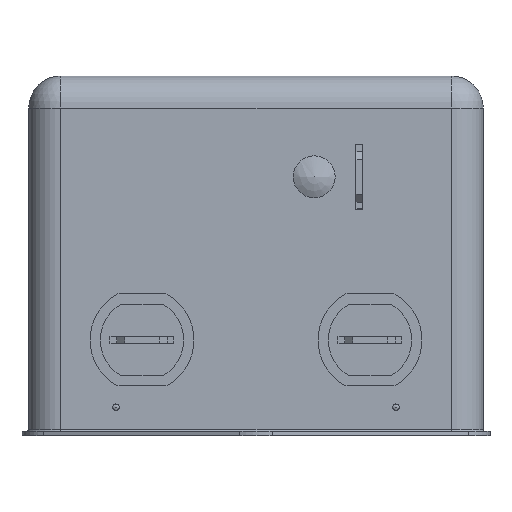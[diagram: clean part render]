
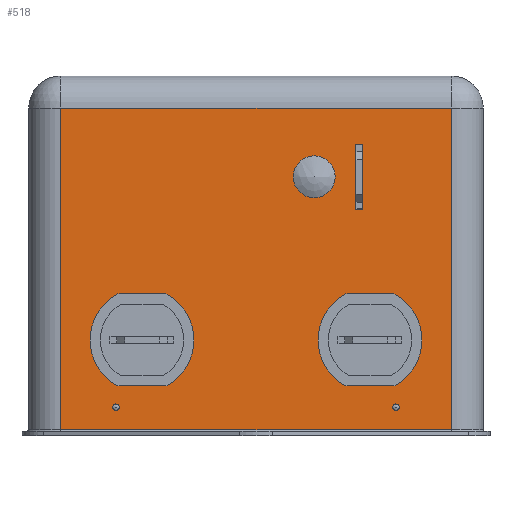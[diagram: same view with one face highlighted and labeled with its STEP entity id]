
A CAD part, left-side view. The second image highlights one B-rep face of the part: STEP entity #518.
In plain terms, the highlighted planar face has unit normal (-1, 0, 0).
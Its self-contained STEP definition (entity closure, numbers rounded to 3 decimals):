
#518 = ADVANCED_FACE( '', ( #1204, #1205, #1206, #1207, #1208, #1209, #1210 ), #1211, .F. );
#1204 = FACE_BOUND( '', #2154, .T. );
#1205 = FACE_BOUND( '', #2155, .T. );
#1206 = FACE_OUTER_BOUND( '', #2156, .T. );
#1207 = FACE_BOUND( '', #2157, .T. );
#1208 = FACE_BOUND( '', #2158, .T. );
#1209 = FACE_BOUND( '', #2159, .T. );
#1210 = FACE_BOUND( '', #2160, .T. );
#1211 = PLANE( '', #2161 );
#2154 = EDGE_LOOP( '', ( #3627 ) );
#2155 = EDGE_LOOP( '', ( #3628 ) );
#2156 = EDGE_LOOP( '', ( #3629, #3630, #3631, #3632 ) );
#2157 = EDGE_LOOP( '', ( #3633, #3634, #3635, #3636 ) );
#2158 = EDGE_LOOP( '', ( #3637 ) );
#2159 = EDGE_LOOP( '', ( #3638, #3639, #3640, #3641 ) );
#2160 = EDGE_LOOP( '', ( #3642, #3643, #3644, #3645 ) );
#2161 = AXIS2_PLACEMENT_3D( '', #3646, #3647, #3648 );
#3627 = ORIENTED_EDGE( '', *, *, #6021, .F. );
#3628 = ORIENTED_EDGE( '', *, *, #6022, .T. );
#3629 = ORIENTED_EDGE( '', *, *, #6023, .T. );
#3630 = ORIENTED_EDGE( '', *, *, #6024, .T. );
#3631 = ORIENTED_EDGE( '', *, *, #6025, .F. );
#3632 = ORIENTED_EDGE( '', *, *, #6026, .T. );
#3633 = ORIENTED_EDGE( '', *, *, #5677, .F. );
#3634 = ORIENTED_EDGE( '', *, *, #5732, .F. );
#3635 = ORIENTED_EDGE( '', *, *, #6027, .F. );
#3636 = ORIENTED_EDGE( '', *, *, #5835, .F. );
#3637 = ORIENTED_EDGE( '', *, *, #6028, .T. );
#3638 = ORIENTED_EDGE( '', *, *, #6029, .T. );
#3639 = ORIENTED_EDGE( '', *, *, #6006, .T. );
#3640 = ORIENTED_EDGE( '', *, *, #6030, .T. );
#3641 = ORIENTED_EDGE( '', *, *, #6031, .T. );
#3642 = ORIENTED_EDGE( '', *, *, #6032, .F. );
#3643 = ORIENTED_EDGE( '', *, *, #6033, .F. );
#3644 = ORIENTED_EDGE( '', *, *, #5971, .F. );
#3645 = ORIENTED_EDGE( '', *, *, #5826, .F. );
#3646 = CARTESIAN_POINT( '', ( -46.1, 24.4, 22.2 ) );
#3647 = DIRECTION( '', ( 1., 0., 0. ) );
#3648 = DIRECTION( '', ( 0., 1., 0. ) );
#5677 = EDGE_CURVE( '', #6640, #6641, #6642, .T. );
#5732 = EDGE_CURVE( '', #6738, #6640, #6739, .T. );
#5826 = EDGE_CURVE( '', #6907, #6908, #6909, .T. );
#5835 = EDGE_CURVE( '', #6641, #6922, #6923, .T. );
#5971 = EDGE_CURVE( '', #6908, #7146, #7147, .T. );
#6006 = EDGE_CURVE( '', #7206, #7207, #7208, .T. );
#6021 = EDGE_CURVE( '', #7231, #7231, #7232, .F. );
#6022 = EDGE_CURVE( '', #7233, #7233, #7234, .T. );
#6023 = EDGE_CURVE( '', #7235, #7236, #7237, .T. );
#6024 = EDGE_CURVE( '', #7236, #7238, #7239, .T. );
#6025 = EDGE_CURVE( '', #7042, #7238, #7240, .T. );
#6026 = EDGE_CURVE( '', #7042, #7235, #7241, .F. );
#6027 = EDGE_CURVE( '', #6922, #6738, #7242, .T. );
#6028 = EDGE_CURVE( '', #7243, #7243, #7244, .T. );
#6029 = EDGE_CURVE( '', #7245, #7206, #7246, .T. );
#6030 = EDGE_CURVE( '', #7207, #7247, #7248, .T. );
#6031 = EDGE_CURVE( '', #7247, #7245, #7249, .T. );
#6032 = EDGE_CURVE( '', #7250, #6907, #7251, .T. );
#6033 = EDGE_CURVE( '', #7146, #7250, #7252, .T. );
#6640 = VERTEX_POINT( '', #8055 );
#6641 = VERTEX_POINT( '', #8056 );
#6642 = LINE( '', #8057, #8058 );
#6738 = VERTEX_POINT( '', #8201 );
#6739 = LINE( '', #8202, #8203 );
#6907 = VERTEX_POINT( '', #8457 );
#6908 = VERTEX_POINT( '', #8458 );
#6909 = LINE( '', #8459, #8460 );
#6922 = VERTEX_POINT( '', #8483 );
#6923 = LINE( '', #8484, #8485 );
#7042 = VERTEX_POINT( '', #8723 );
#7146 = VERTEX_POINT( '', #8971 );
#7147 = CIRCLE( '', #8972, 6.473 );
#7206 = VERTEX_POINT( '', #9047 );
#7207 = VERTEX_POINT( '', #9048 );
#7208 = CIRCLE( '', #9049, 6.473 );
#7231 = VERTEX_POINT( '', #9152 );
#7232 = CIRCLE( '', #9153, 0.4 );
#7233 = VERTEX_POINT( '', #9154 );
#7234 = CIRCLE( '', #9155, 0.4 );
#7235 = VERTEX_POINT( '', #9156 );
#7236 = VERTEX_POINT( '', #9157 );
#7237 = LINE( '', #9158, #9159 );
#7238 = VERTEX_POINT( '', #9160 );
#7239 = LINE( '', #9161, #9162 );
#7240 = LINE( '', #9163, #9164 );
#7241 = LINE( '', #9165, #9166 );
#7242 = LINE( '', #9167, #9168 );
#7243 = VERTEX_POINT( '', #9169 );
#7244 = CIRCLE( '', #9170, 2.625 );
#7245 = VERTEX_POINT( '', #9171 );
#7246 = LINE( '', #9172, #9173 );
#7247 = VERTEX_POINT( '', #9174 );
#7248 = LINE( '', #9175, #9176 );
#7249 = CIRCLE( '', #9177, 6.473 );
#7250 = VERTEX_POINT( '', #9178 );
#7251 = CIRCLE( '', #9179, 6.473 );
#7252 = LINE( '', #9180, #9181 );
#8055 = CARTESIAN_POINT( '', ( -46.1, -13.35, 13.65 ) );
#8056 = CARTESIAN_POINT( '', ( -46.1, -12.45, 13.65 ) );
#8057 = CARTESIAN_POINT( '', ( -46.1, -13.35, 13.65 ) );
#8058 = VECTOR( '', #10554, 1000. );
#8201 = CARTESIAN_POINT( '', ( -46.1, -13.35, 5.55 ) );
#8202 = CARTESIAN_POINT( '', ( -46.1, -13.35, 5.55 ) );
#8203 = VECTOR( '', #10597, 1000. );
#8457 = CARTESIAN_POINT( '', ( -46.1, -17.25, -5.05 ) );
#8458 = CARTESIAN_POINT( '', ( -46.1, -11.25, -5.05 ) );
#8459 = CARTESIAN_POINT( '', ( -46.1, -17.25, -5.05 ) );
#8460 = VECTOR( '', #10681, 1000. );
#8483 = CARTESIAN_POINT( '', ( -46.1, -12.45, 5.55 ) );
#8484 = CARTESIAN_POINT( '', ( -46.1, -12.45, 13.65 ) );
#8485 = VECTOR( '', #10686, 1000. );
#8723 = CARTESIAN_POINT( '', ( -46.1, -24.4, 18.2 ) );
#8971 = CARTESIAN_POINT( '', ( -46.1, -11.25, -16.55 ) );
#8972 = AXIS2_PLACEMENT_3D( '', #10831, #10832, #10833 );
#9047 = CARTESIAN_POINT( '', ( -46.1, 17.25, -16.55 ) );
#9048 = CARTESIAN_POINT( '', ( -46.1, 17.25, -5.05 ) );
#9049 = AXIS2_PLACEMENT_3D( '', #10892, #10893, #10894 );
#9152 = CARTESIAN_POINT( '', ( -46.1, -17.1, -19.2 ) );
#9153 = AXIS2_PLACEMENT_3D( '', #10901, #10902, #10903 );
#9154 = CARTESIAN_POINT( '', ( -46.1, 17.1, -19.2 ) );
#9155 = AXIS2_PLACEMENT_3D( '', #10904, #10905, #10906 );
#9156 = CARTESIAN_POINT( '', ( -46.1, 24.4, 18.2 ) );
#9157 = CARTESIAN_POINT( '', ( -46.1, 24.4, -22. ) );
#9158 = CARTESIAN_POINT( '', ( -46.1, 24.4, 22.2 ) );
#9159 = VECTOR( '', #10907, 1000. );
#9160 = CARTESIAN_POINT( '', ( -46.1, -24.4, -22. ) );
#9161 = CARTESIAN_POINT( '', ( -46.1, 24.4, -22. ) );
#9162 = VECTOR( '', #10908, 1000. );
#9163 = CARTESIAN_POINT( '', ( -46.1, -24.4, 22.2 ) );
#9164 = VECTOR( '', #10909, 1000. );
#9165 = CARTESIAN_POINT( '', ( -46.1, 24.4, 18.2 ) );
#9166 = VECTOR( '', #10910, 1000. );
#9167 = CARTESIAN_POINT( '', ( -46.1, -12.45, 5.55 ) );
#9168 = VECTOR( '', #10911, 1000. );
#9169 = CARTESIAN_POINT( '', ( -46.1, -9.9, 9.6 ) );
#9170 = AXIS2_PLACEMENT_3D( '', #10912, #10913, #10914 );
#9171 = CARTESIAN_POINT( '', ( -46.1, 11.25, -16.55 ) );
#9172 = CARTESIAN_POINT( '', ( -46.1, 11.25, -16.55 ) );
#9173 = VECTOR( '', #10915, 1000. );
#9174 = CARTESIAN_POINT( '', ( -46.1, 11.25, -5.05 ) );
#9175 = CARTESIAN_POINT( '', ( -46.1, 17.25, -5.05 ) );
#9176 = VECTOR( '', #10916, 1000. );
#9177 = AXIS2_PLACEMENT_3D( '', #10917, #10918, #10919 );
#9178 = CARTESIAN_POINT( '', ( -46.1, -17.25, -16.55 ) );
#9179 = AXIS2_PLACEMENT_3D( '', #10920, #10921, #10922 );
#9180 = CARTESIAN_POINT( '', ( -46.1, -11.25, -16.55 ) );
#9181 = VECTOR( '', #10923, 1000. );
#10554 = DIRECTION( '', ( 0., 1., 0. ) );
#10597 = DIRECTION( '', ( 0., 0., 1. ) );
#10681 = DIRECTION( '', ( 0., 1., 0. ) );
#10686 = DIRECTION( '', ( 0., 0., -1. ) );
#10831 = CARTESIAN_POINT( '', ( -46.1, -14.223, -10.8 ) );
#10832 = DIRECTION( '', ( -1., 0., 0. ) );
#10833 = DIRECTION( '', ( 0., -1., 0. ) );
#10892 = CARTESIAN_POINT( '', ( -46.1, 14.277, -10.8 ) );
#10893 = DIRECTION( '', ( 1., 0., 0. ) );
#10894 = DIRECTION( '', ( 0., -1., 0. ) );
#10901 = CARTESIAN_POINT( '', ( -46.1, -17.5, -19.2 ) );
#10902 = DIRECTION( '', ( 1., 0., 0. ) );
#10903 = DIRECTION( '', ( 0., 1., 0. ) );
#10904 = CARTESIAN_POINT( '', ( -46.1, 17.5, -19.2 ) );
#10905 = DIRECTION( '', ( 1., 0., 0. ) );
#10906 = DIRECTION( '', ( 0., -1., 0. ) );
#10907 = DIRECTION( '', ( 0., 0., -1. ) );
#10908 = DIRECTION( '', ( 0., -1., 0. ) );
#10909 = DIRECTION( '', ( 0., 0., -1. ) );
#10910 = DIRECTION( '', ( 0., -1., 0. ) );
#10911 = DIRECTION( '', ( 0., -1., 0. ) );
#10912 = CARTESIAN_POINT( '', ( -46.1, -7.275, 9.6 ) );
#10913 = DIRECTION( '', ( 1., 0., 0. ) );
#10914 = DIRECTION( '', ( 0., -1., 0. ) );
#10915 = DIRECTION( '', ( 0., 1., 0. ) );
#10916 = DIRECTION( '', ( 0., -1., 0. ) );
#10917 = CARTESIAN_POINT( '', ( -46.1, 14.223, -10.8 ) );
#10918 = DIRECTION( '', ( 1., 0., 0. ) );
#10919 = DIRECTION( '', ( 0., 1., 0. ) );
#10920 = CARTESIAN_POINT( '', ( -46.1, -14.277, -10.8 ) );
#10921 = DIRECTION( '', ( -1., 0., 0. ) );
#10922 = DIRECTION( '', ( 0., 1., 0. ) );
#10923 = DIRECTION( '', ( 0., -1., 0. ) );
